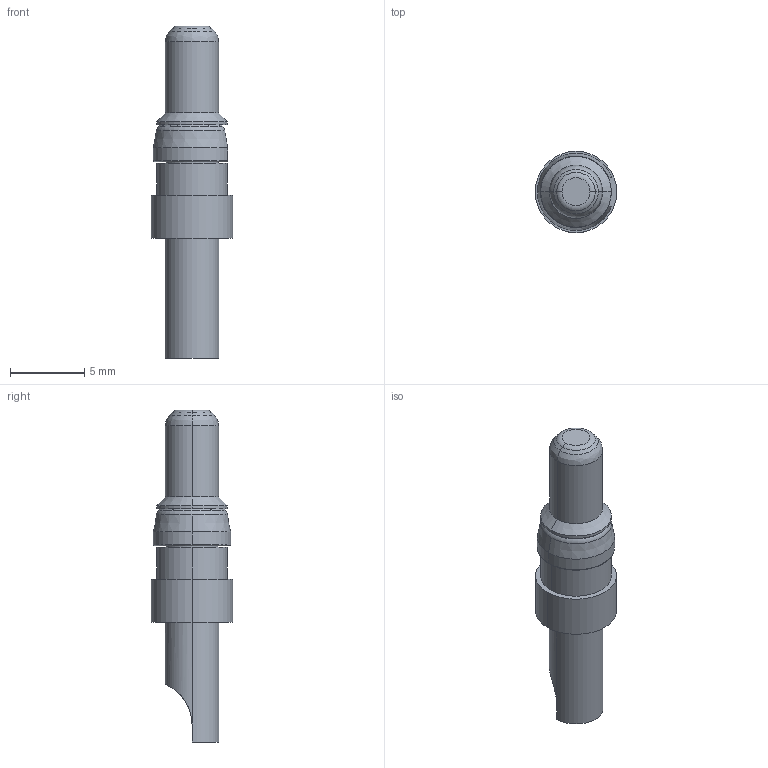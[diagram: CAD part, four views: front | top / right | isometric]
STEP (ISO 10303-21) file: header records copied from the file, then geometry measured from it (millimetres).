
FILE_DESCRIPTION(/* description */ (''),/* implementation_level */ '2;1');
FILE_NAME(/* name */ '100506246ugm000_b.stp',/* time_stamp */ '2015-11-05T01:30:25+01:00',/* author */ (''),/* organization */ (''),/* preprocessor_version */ 'ST-DEVELOPER v15',/* originating_system */ 'SIEMENS PLM Software NX 8.5',/* authorisation */ '');
FILE_SCHEMA (('AUTOMOTIVE_DESIGN { 1 0 10303 214 3 1 1 1 }'));
Length unit declared in the file: millimetre
Products named in the file (1): 100506246ugm000_b
Bounding box: 5.47 x 5.47 x 22.35 mm (x, y, z)
Volume: 252.1 mm3; surface area: 388.9 mm2
Topology: 1 solids, 1 shells, 47 faces, 108 edges, 66 vertices
Faces by surface type: cylinder 17, cone 11, plane 11, torus 6, bspline 2
Entity records: 1744 total; most frequent: CARTESIAN_POINT 280, DIRECTION 255, ORIENTED_EDGE 212, EDGE_CURVE 106, AXIS2_PLACEMENT_3D 105, VERTEX_POINT 65, CIRCLE 59, EDGE_LOOP 51
